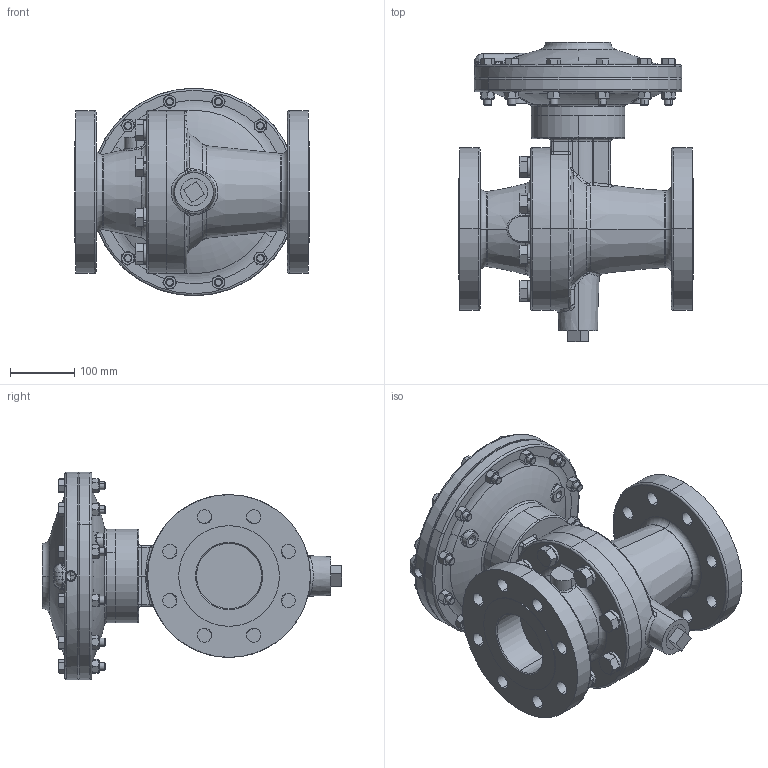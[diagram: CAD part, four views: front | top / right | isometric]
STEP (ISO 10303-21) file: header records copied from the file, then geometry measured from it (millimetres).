
FILE_DESCRIPTION (( 'STEP AP203' ), '1' );
FILE_NAME ('56-400-CS+S6-I3.step', '2017-10-04T15:20:26', ( '' ), ( '' ), 'SwSTEP 2.0', 'SolidWorks 2014', '' );
FILE_SCHEMA (( 'CONFIG_CONTROL_DESIGN' ));
Length unit declared in the file: inch
Products named in the file (1): 56-400-CS+S6-I3
Bounding box: 366.01 x 468.13 x 323.85 mm (x, y, z)
Volume: 13894984.5 mm3; surface area: 905327 mm2
Topology: 1 solids, 1 shells, 1057 faces, 2510 edges, 1491 vertices
Faces by surface type: plane 435, cone 314, cylinder 158, torus 81, bspline 65, sphere 4
Entity records: 37521 total; most frequent: CARTESIAN_POINT 14276, ORIENTED_EDGE 4996, DIRECTION 4628, EDGE_CURVE 2498, AXIS2_PLACEMENT_3D 1925, VERTEX_POINT 1491, EDGE_LOOP 1153, FACE_OUTER_BOUND 1057
